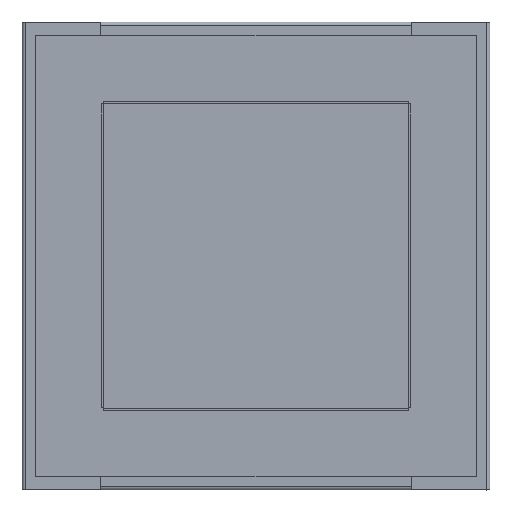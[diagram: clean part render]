
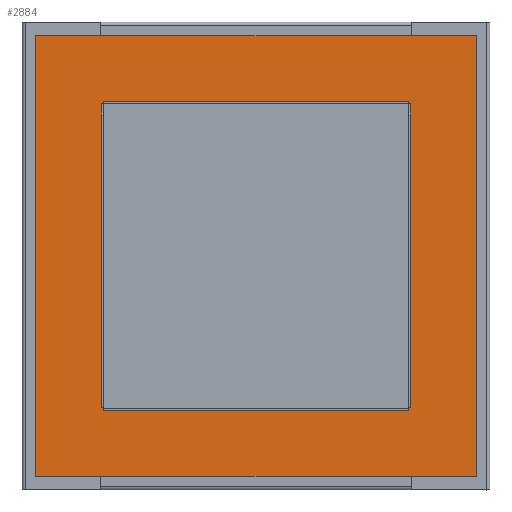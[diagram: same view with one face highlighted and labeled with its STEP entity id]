
A CAD part, top view. The second image highlights one B-rep face of the part: STEP entity #2884.
In plain terms, the highlighted planar face has unit normal (0, 0, 1).
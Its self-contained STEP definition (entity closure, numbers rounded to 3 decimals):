
#85 = FACE_BOUND ( 'NONE', #3971, .T. ) ;
#160 = ORIENTED_EDGE ( 'NONE', *, *, #1084, .T. ) ;
#184 = VERTEX_POINT ( 'NONE', #3163 ) ;
#232 = VERTEX_POINT ( 'NONE', #2070 ) ;
#484 = DIRECTION ( 'NONE',  ( 1., 0., 0. ) ) ;
#498 = VERTEX_POINT ( 'NONE', #3297 ) ;
#729 = VERTEX_POINT ( 'NONE', #2678 ) ;
#797 = CARTESIAN_POINT ( 'NONE',  ( -172.5, -145., 1.5 ) ) ;
#816 = LINE ( 'NONE', #1356, #880 ) ;
#832 = DIRECTION ( 'NONE',  ( 1., 0., 0. ) ) ;
#854 = ORIENTED_EDGE ( 'NONE', *, *, #1754, .T. ) ;
#870 = LINE ( 'NONE', #985, #2147 ) ;
#880 = VECTOR ( 'NONE', #1184, 1000. ) ;
#985 = CARTESIAN_POINT ( 'NONE',  ( 0., 100.5, 1.5 ) ) ;
#1084 = EDGE_CURVE ( 'NONE', #498, #1557, #1239, .T. ) ;
#1125 = ORIENTED_EDGE ( 'NONE', *, *, #1469, .F. ) ;
#1167 = EDGE_CURVE ( 'NONE', #729, #498, #816, .T. ) ;
#1180 = ORIENTED_EDGE ( 'NONE', *, *, #2685, .T. ) ;
#1184 = DIRECTION ( 'NONE',  ( -1., 0., 0. ) ) ;
#1205 = VERTEX_POINT ( 'NONE', #2703 ) ;
#1239 = LINE ( 'NONE', #2106, #1337 ) ;
#1337 = VECTOR ( 'NONE', #3726, 1000. ) ;
#1356 = CARTESIAN_POINT ( 'NONE',  ( -172.5, 145., 1.5 ) ) ;
#1377 = ORIENTED_EDGE ( 'NONE', *, *, #1167, .T. ) ;
#1385 = VECTOR ( 'NONE', #484, 1000. ) ;
#1432 = ORIENTED_EDGE ( 'NONE', *, *, #3649, .T. ) ;
#1469 = EDGE_CURVE ( 'NONE', #1205, #232, #3774, .T. ) ;
#1542 = VERTEX_POINT ( 'NONE', #1974 ) ;
#1557 = VERTEX_POINT ( 'NONE', #3639 ) ;
#1583 = ORIENTED_EDGE ( 'NONE', *, *, #4193, .F. ) ;
#1716 = EDGE_CURVE ( 'NONE', #2619, #729, #2876, .T. ) ;
#1754 = EDGE_CURVE ( 'NONE', #1205, #184, #2760, .T. ) ;
#1974 = CARTESIAN_POINT ( 'NONE',  ( 100.5, 100.5, 1.5 ) ) ;
#2030 = CARTESIAN_POINT ( 'NONE',  ( 0., -100.5, 1.5 ) ) ;
#2070 = CARTESIAN_POINT ( 'NONE',  ( 100.5, -100.5, 1.5 ) ) ;
#2085 = EDGE_LOOP ( 'NONE', ( #1377, #160, #1180, #2244 ) ) ;
#2106 = CARTESIAN_POINT ( 'NONE',  ( -145., -172.5, 1.5 ) ) ;
#2147 = VECTOR ( 'NONE', #832, 1000. ) ;
#2156 = LINE ( 'NONE', #797, #1385 ) ;
#2244 = ORIENTED_EDGE ( 'NONE', *, *, #1716, .T. ) ;
#2260 = CARTESIAN_POINT ( 'NONE',  ( 145., -145., 1.5 ) ) ;
#2619 = VERTEX_POINT ( 'NONE', #2260 ) ;
#2660 = DIRECTION ( 'NONE',  ( 0., 1., 0. ) ) ;
#2678 = CARTESIAN_POINT ( 'NONE',  ( 145., 145., 1.5 ) ) ;
#2685 = EDGE_CURVE ( 'NONE', #1557, #2619, #2156, .T. ) ;
#2703 = CARTESIAN_POINT ( 'NONE',  ( -100.5, -100.5, 1.5 ) ) ;
#2760 = LINE ( 'NONE', #2792, #2869 ) ;
#2773 = FACE_OUTER_BOUND ( 'NONE', #2085, .T. ) ;
#2792 = CARTESIAN_POINT ( 'NONE',  ( -100.5, 0., 1.5 ) ) ;
#2869 = VECTOR ( 'NONE', #2660, 1000. ) ;
#2876 = LINE ( 'NONE', #3197, #2962 ) ;
#2884 = ADVANCED_FACE ( 'NONE', ( #85, #2773 ), #3480, .T. ) ;
#2962 = VECTOR ( 'NONE', #3161, 1000. ) ;
#3161 = DIRECTION ( 'NONE',  ( 0., 1., 0. ) ) ;
#3163 = CARTESIAN_POINT ( 'NONE',  ( -100.5, 100.5, 1.5 ) ) ;
#3197 = CARTESIAN_POINT ( 'NONE',  ( 145., -172.5, 1.5 ) ) ;
#3203 = AXIS2_PLACEMENT_3D ( 'NONE', #3542, #3433, #3397 ) ;
#3297 = CARTESIAN_POINT ( 'NONE',  ( -145., 145., 1.5 ) ) ;
#3397 = DIRECTION ( 'NONE',  ( 1., 0., 0. ) ) ;
#3433 = DIRECTION ( 'NONE',  ( 0., 0., 1. ) ) ;
#3480 = PLANE ( 'NONE',  #3203 ) ;
#3542 = CARTESIAN_POINT ( 'NONE',  ( -172.5, -172.5, 1.5 ) ) ;
#3639 = CARTESIAN_POINT ( 'NONE',  ( -145., -145., 1.5 ) ) ;
#3649 = EDGE_CURVE ( 'NONE', #184, #1542, #870, .T. ) ;
#3726 = DIRECTION ( 'NONE',  ( 0., -1., 0. ) ) ;
#3747 = CARTESIAN_POINT ( 'NONE',  ( 100.5, 0., 1.5 ) ) ;
#3765 = LINE ( 'NONE', #3747, #3901 ) ;
#3767 = VECTOR ( 'NONE', #3801, 1000. ) ;
#3774 = LINE ( 'NONE', #2030, #3767 ) ;
#3801 = DIRECTION ( 'NONE',  ( 1., 0., 0. ) ) ;
#3901 = VECTOR ( 'NONE', #4177, 1000. ) ;
#3971 = EDGE_LOOP ( 'NONE', ( #1125, #854, #1432, #1583 ) ) ;
#4177 = DIRECTION ( 'NONE',  ( 0., 1., 0. ) ) ;
#4193 = EDGE_CURVE ( 'NONE', #232, #1542, #3765, .T. ) ;
